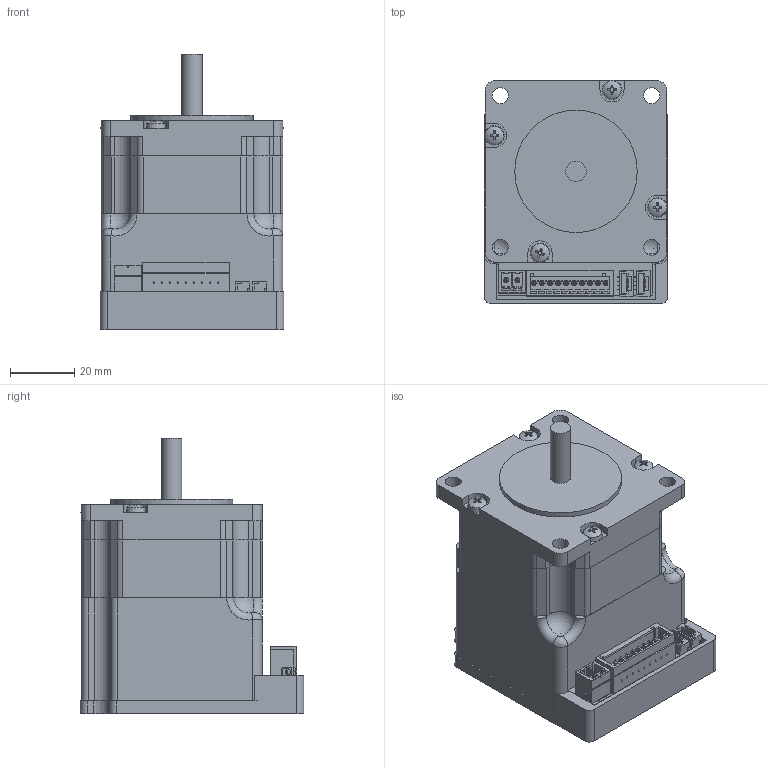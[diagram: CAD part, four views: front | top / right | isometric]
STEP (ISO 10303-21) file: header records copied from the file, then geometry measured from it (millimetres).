
FILE_DESCRIPTION((''),'2;1');
FILE_NAME('PD4-C5918X4204-E-08.stp','2016-06-29T10:28:33',('Administrator'),(''),'Autodesk Inventor 2013','Autodesk Inventor 2013','');
FILE_SCHEMA(('AUTOMOTIVE_DESIGN { 1 0 10303 214 1 1 1 1 }'));
Length unit declared in the file: millimetre
Products named in the file (1): PD4-C5918X4204-E-08
Bounding box: 57 x 69.6 x 85.6 mm (x, y, z)
Surface area: 57464.2 mm2 (no closed solid volume)
Topology: 0 solids, 16 shells, 1572 faces, 4124 edges, 2716 vertices
Faces by surface type: plane 1196, cylinder 274, cone 58, torus 24, bspline 14, sphere 6
Full cylindrical faces by diameter (mm): 0.457 x2, 1.2 x12, 1.3 x2, 1.5 x2, 1.6 x10, 2 x6, 2.1 x2, 2.5 x8, 2.675 x4, 2.75 x4, 3 x12, 3.4 x4, 3.779 x1, 4 x1, 5 x4, 5.5 x4, 6.35 x1, 12 x3, 16.5 x1, 22 x1, 34.9 x1, 38.1 x1
Entity records: 49466 total; most frequent: CARTESIAN_POINT 9269, ORIENTED_EDGE 7872, DIRECTION 7727, EDGE_CURVE 3936, VECTOR 3001, LINE 3001, VERTEX_POINT 2623, AXIS2_PLACEMENT_3D 2363
